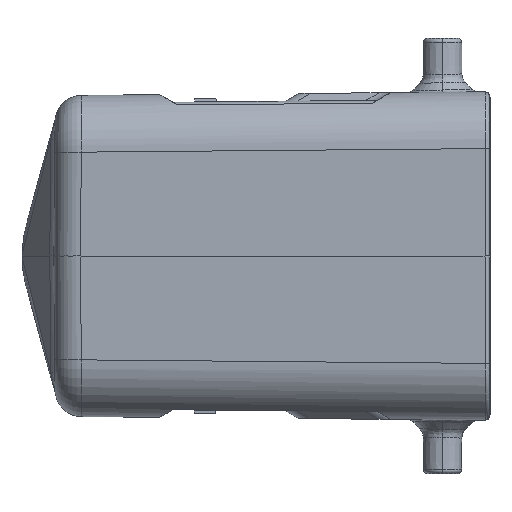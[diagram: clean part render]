
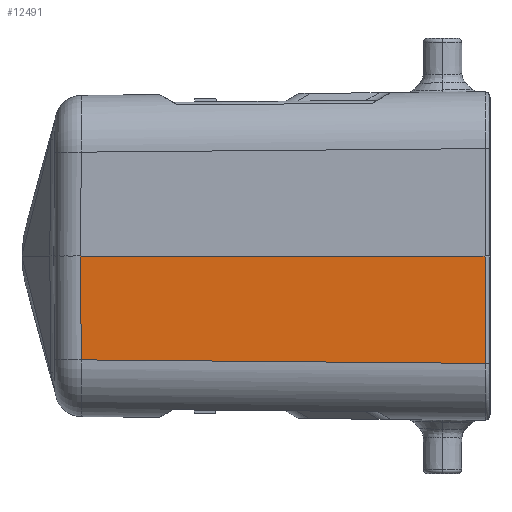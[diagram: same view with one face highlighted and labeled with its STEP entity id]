
A CAD part, left-side view. The second image highlights one B-rep face of the part: STEP entity #12491.
In plain terms, the highlighted planar face has unit normal (-1, 0.009, -0.009).
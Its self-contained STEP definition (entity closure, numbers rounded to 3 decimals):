
#3311=CARTESIAN_POINT('',(-36.033,123.531,
0.));
#3322=DIRECTION('',(-0.009,0.,1.));
#3323=VECTOR('',#3322,14.062);
#3324=CARTESIAN_POINT('',(-36.373,70.504,
-14.061));
#3325=LINE('',#3324,#3323);
#3326=DIRECTION('',(0.009,1.,0.009));
#3327=VECTOR('',#3326,52.912);
#3328=CARTESIAN_POINT('',(-36.373,70.504,
-14.061));
#3329=LINE('',#3328,#3327);
#3330=DIRECTION('',(0.009,-0.009,-1.));
#3331=VECTOR('',#3330,13.601);
#3332=CARTESIAN_POINT('',(-36.033,123.531,
0.));
#3333=LINE('',#3332,#3331);
#3334=CARTESIAN_POINT('',(-36.491,71.009,
-0.001));
#3335=CARTESIAN_POINT('',(-36.493,70.841,
-0.001));
#3336=CARTESIAN_POINT('',(-36.494,70.672,
0.));
#3337=CARTESIAN_POINT('',(-36.496,70.504,
0.));
#3356=DIRECTION('',(-0.009,-1.,0.));
#3357=VECTOR('',#3356,52.524);
#3358=CARTESIAN_POINT('',(-36.033,123.531,
0.));
#3359=LINE('',#3358,#3357);
#3379=CARTESIAN_POINT('',(-36.373,70.504,
-14.061));
#6351=VERTEX_POINT('',#3311);
#6385=CARTESIAN_POINT('',(-35.915,123.412,
-13.6));
#6386=VERTEX_POINT('',#6385);
#6387=CARTESIAN_POINT('',(-36.491,71.009,
-0.001));
#6388=VERTEX_POINT('',#6387);
#6948=CARTESIAN_POINT('',(-36.496,70.504,
0.));
#6950=VERTEX_POINT('',#6948);
#6981=VERTEX_POINT('',#3379);
#12475=CARTESIAN_POINT('',(-36.511,70.,1.225));
#12476=DIRECTION('',(-1.,0.009,-0.009));
#12477=DIRECTION('',(0.009,0.,-1.));
#12478=AXIS2_PLACEMENT_3D('',#12475,#12476,#12477);
#12479=PLANE('',#12478);
#12481=ORIENTED_EDGE('',*,*,#12480,.F.);
#12483=ORIENTED_EDGE('',*,*,#12482,.T.);
#12484=ORIENTED_EDGE('',*,*,#12467,.F.);
#12486=ORIENTED_EDGE('',*,*,#12485,.T.);
#12488=ORIENTED_EDGE('',*,*,#12487,.T.);
#12489=EDGE_LOOP('',(#12481,#12483,#12484,#12486,#12488));
#12490=FACE_OUTER_BOUND('',#12489,.F.);
#3338=B_SPLINE_CURVE_WITH_KNOTS('',3,(#3334,#3335,#3336,#3337),.UNSPECIFIED.,
.F.,.F.,(4,4),(0.,1.),.UNSPECIFIED.);
#12467=EDGE_CURVE('',#6351,#6386,#3333,.T.);
#12480=EDGE_CURVE('',#6981,#6950,#3325,.T.);
#12482=EDGE_CURVE('',#6981,#6386,#3329,.T.);
#12485=EDGE_CURVE('',#6351,#6388,#3359,.T.);
#12487=EDGE_CURVE('',#6388,#6950,#3338,.T.);
#12491=ADVANCED_FACE('',(#12490),#12479,.T.);
